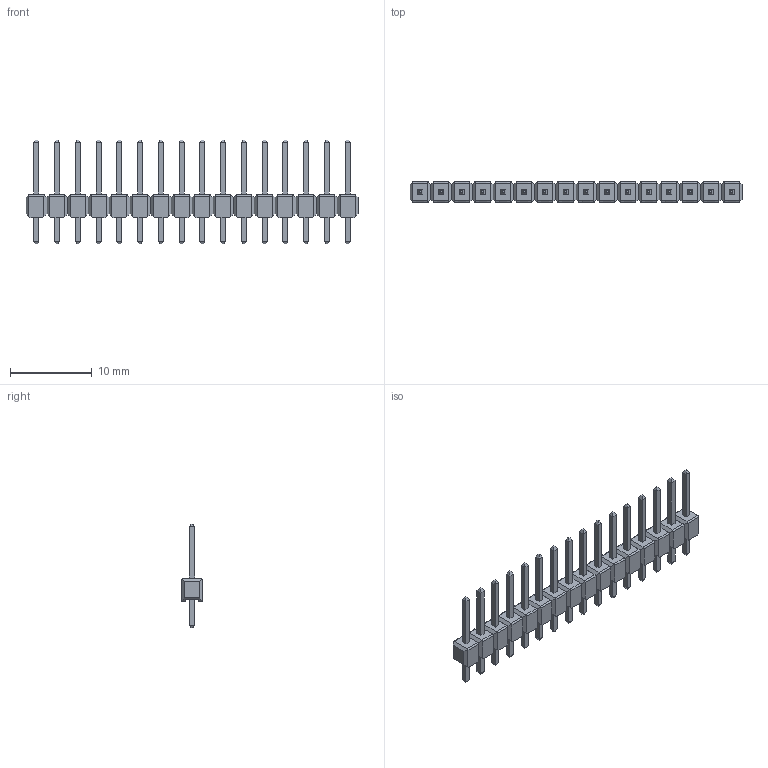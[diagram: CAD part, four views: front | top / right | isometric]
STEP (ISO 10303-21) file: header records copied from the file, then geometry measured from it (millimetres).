
FILE_DESCRIPTION (( 'STEP AP203' ), '1' );
FILE_NAME ('Pin Header 1x16 TH Pitch 2.54mm.stp_Default_sldprt.STEP', '2023-07-18T01:05:30', ( '' ), ( '' ), 'SwSTEP 2.0', 'SolidWorks 2022', '' );
FILE_SCHEMA (( 'CONFIG_CONTROL_DESIGN' ));
Length unit declared in the file: millimetre
Products named in the file (1): Pin Header 1x16 TH Pitch 2.54mm.stp_Default_sldprt
Bounding box: 40.64 x 2.54 x 12.7 mm (x, y, z)
Volume: 314.5 mm3; surface area: 1071.7 mm2
Topology: 17 solids, 17 shells, 578 faces, 1444 edges, 900 vertices
Faces by surface type: plane 514, bspline 64
Entity records: 17225 total; most frequent: CARTESIAN_POINT 6547, ORIENTED_EDGE 2888, B_SPLINE_CURVE_WITH_KNOTS 1444, EDGE_CURVE 1444, DIRECTION 1030, VERTEX_POINT 900, EDGE_LOOP 610, ADVANCED_FACE 578
